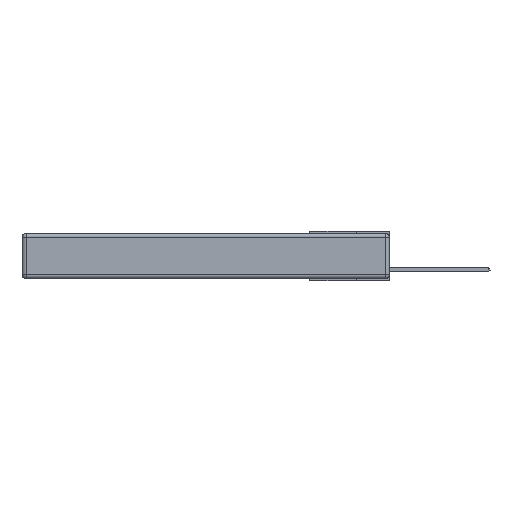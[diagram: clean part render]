
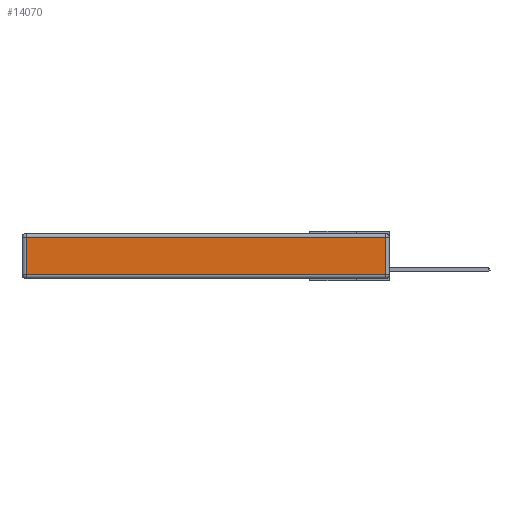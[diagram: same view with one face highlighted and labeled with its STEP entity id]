
A CAD part, left-side view. The second image highlights one B-rep face of the part: STEP entity #14070.
In plain terms, the highlighted planar face has unit normal (-1, 0, 0).
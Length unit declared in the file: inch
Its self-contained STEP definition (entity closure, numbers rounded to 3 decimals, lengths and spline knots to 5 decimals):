
#322 = CARTESIAN_POINT ( 'NONE',  ( 0., 2.72, -0.343 ) ) ;
#707 = AXIS2_PLACEMENT_3D ( 'NONE', #2829, #15569, #9264 ) ;
#2829 = CARTESIAN_POINT ( 'NONE',  ( 0., 0., -0.343 ) ) ;
#3633 = FACE_OUTER_BOUND ( 'NONE', #15392, .T. ) ;
#3641 = VECTOR ( 'NONE', #17764, 39.37008 ) ;
#4825 = EDGE_CURVE ( 'NONE', #14319, #14157, #6095, .T. ) ;
#5199 = VECTOR ( 'NONE', #10844, 39.37008 ) ;
#5358 = CARTESIAN_POINT ( 'NONE',  ( 0., 2.72, -0.313 ) ) ;
#5744 = ORIENTED_EDGE ( 'NONE', *, *, #10264, .T. ) ;
#6095 = LINE ( 'NONE', #7998, #13184 ) ;
#7228 = LINE ( 'NONE', #12538, #5199 ) ;
#7858 = VERTEX_POINT ( 'NONE', #7881 ) ;
#7881 = CARTESIAN_POINT ( 'NONE',  ( 0., 0.03, -0.03 ) ) ;
#7998 = CARTESIAN_POINT ( 'NONE',  ( 0., 0., -0.313 ) ) ;
#8028 = DIRECTION ( 'NONE',  ( 0., 0., 1. ) ) ;
#9246 = EDGE_CURVE ( 'NONE', #7858, #15824, #7228, .T. ) ;
#9264 = DIRECTION ( 'NONE',  ( 0., 0., 1. ) ) ;
#9377 = ORIENTED_EDGE ( 'NONE', *, *, #19764, .T. ) ;
#9969 = ORIENTED_EDGE ( 'NONE', *, *, #9246, .T. ) ;
#10104 = CARTESIAN_POINT ( 'NONE',  ( 0., 0.03, -0.313 ) ) ;
#10264 = EDGE_CURVE ( 'NONE', #15824, #14319, #16555, .T. ) ;
#10844 = DIRECTION ( 'NONE',  ( 0., 1., 0. ) ) ;
#12538 = CARTESIAN_POINT ( 'NONE',  ( 0., 2.75, -0.03 ) ) ;
#13076 = VECTOR ( 'NONE', #8028, 39.37008 ) ;
#13184 = VECTOR ( 'NONE', #17885, 39.37008 ) ;
#13577 = ORIENTED_EDGE ( 'NONE', *, *, #4825, .T. ) ;
#14070 = ADVANCED_FACE ( 'NONE', ( #3633 ), #14078, .T. ) ;
#14078 = PLANE ( 'NONE',  #707 ) ;
#14157 = VERTEX_POINT ( 'NONE', #10104 ) ;
#14319 = VERTEX_POINT ( 'NONE', #5358 ) ;
#15219 = CARTESIAN_POINT ( 'NONE',  ( 0., 2.72, -0.03 ) ) ;
#15392 = EDGE_LOOP ( 'NONE', ( #13577, #9377, #9969, #5744 ) ) ;
#15569 = DIRECTION ( 'NONE',  ( -1., 0., 0. ) ) ;
#15824 = VERTEX_POINT ( 'NONE', #15219 ) ;
#16555 = LINE ( 'NONE', #322, #3641 ) ;
#17238 = LINE ( 'NONE', #19405, #13076 ) ;
#17764 = DIRECTION ( 'NONE',  ( 0., 0., -1. ) ) ;
#17885 = DIRECTION ( 'NONE',  ( 0., -1., 0. ) ) ;
#19405 = CARTESIAN_POINT ( 'NONE',  ( 0., 0.03, -0.343 ) ) ;
#19764 = EDGE_CURVE ( 'NONE', #14157, #7858, #17238, .T. ) ;
